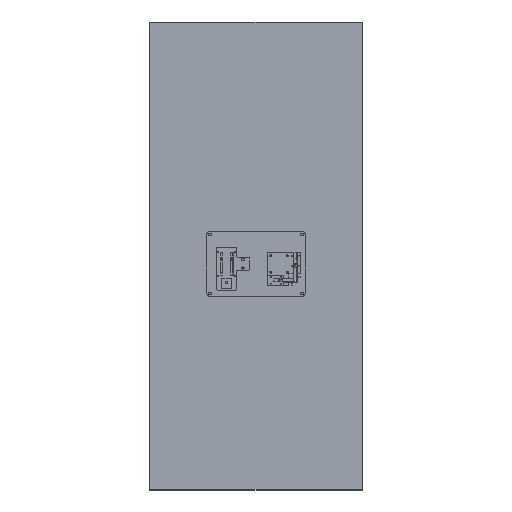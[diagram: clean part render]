
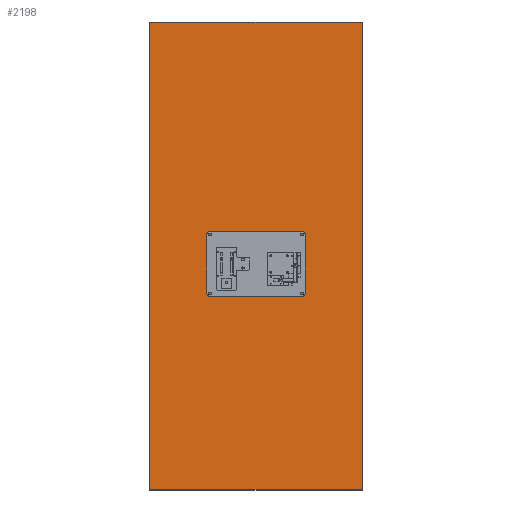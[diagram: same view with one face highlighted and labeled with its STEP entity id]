
A CAD part, top view. The second image highlights one B-rep face of the part: STEP entity #2198.
In plain terms, the highlighted planar face has unit normal (0, 0, 1).
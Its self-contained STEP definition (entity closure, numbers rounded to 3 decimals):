
#2198=ADVANCED_FACE('',(#2744),#2543,.T.);
#2543=PLANE('',#7341);
#2744=FACE_OUTER_BOUND('',#2952,.T.);
#2952=EDGE_LOOP('',(#3521,#3522,#3523,#3524));
#3521=ORIENTED_EDGE('',*,*,#5613,.T.);
#3522=ORIENTED_EDGE('',*,*,#5617,.T.);
#3523=ORIENTED_EDGE('',*,*,#5620,.T.);
#3524=ORIENTED_EDGE('',*,*,#5622,.T.);
#5049=VERTEX_POINT('',#9729);
#5050=VERTEX_POINT('',#9731);
#5052=VERTEX_POINT('',#9737);
#5054=VERTEX_POINT('',#9743);
#5613=EDGE_CURVE('',#5050,#5049,#6384,.T.);
#5617=EDGE_CURVE('',#5049,#5052,#6388,.T.);
#5620=EDGE_CURVE('',#5052,#5054,#6391,.T.);
#5622=EDGE_CURVE('',#5054,#5050,#6393,.T.);
#6384=LINE('',#9730,#6861);
#6388=LINE('',#9738,#6865);
#6391=LINE('',#9744,#6868);
#6393=LINE('',#9747,#6870);
#6861=VECTOR('',#7977,1.);
#6865=VECTOR('',#7983,1.);
#6868=VECTOR('',#7988,1.);
#6870=VECTOR('',#7992,1.);
#7341=AXIS2_PLACEMENT_3D('',#9749,#7995,#7996);
#7977=DIRECTION('',(0.,-1.,0.));
#7983=DIRECTION('',(1.,0.,0.));
#7988=DIRECTION('',(0.,1.,0.));
#7992=DIRECTION('',(-1.,0.,0.));
#7995=DIRECTION('',(0.,0.,1.));
#7996=DIRECTION('',(1.,0.,0.));
#9729=CARTESIAN_POINT('',(0.,0.,20.));
#9730=CARTESIAN_POINT('',(0.,1430.,20.));
#9731=CARTESIAN_POINT('',(0.,1430.,20.));
#9737=CARTESIAN_POINT('',(650.,0.,20.));
#9738=CARTESIAN_POINT('',(0.,0.,20.));
#9743=CARTESIAN_POINT('',(650.,1430.,20.));
#9744=CARTESIAN_POINT('',(650.,0.,20.));
#9747=CARTESIAN_POINT('',(650.,1430.,20.));
#9749=CARTESIAN_POINT('',(0.,0.,20.));
